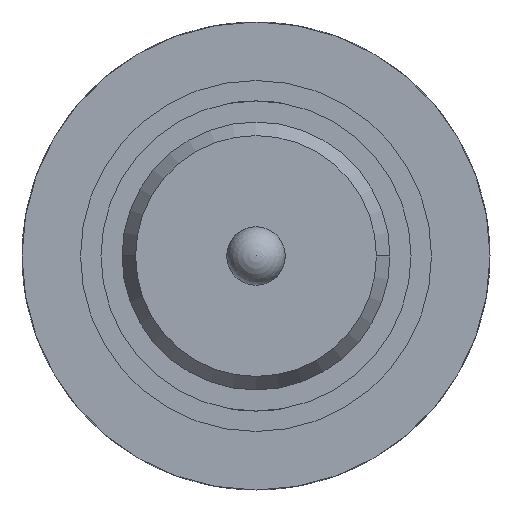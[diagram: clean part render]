
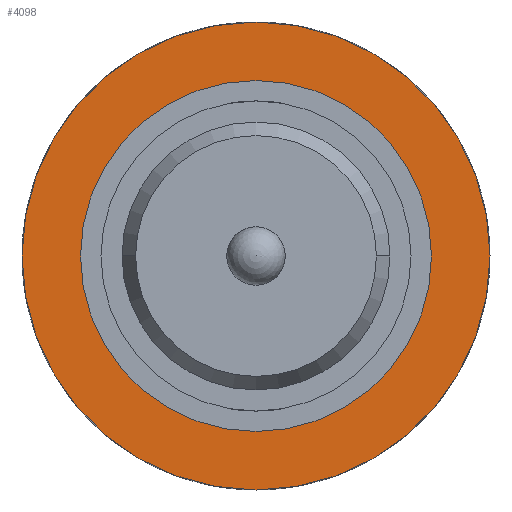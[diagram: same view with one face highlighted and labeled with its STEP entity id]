
A CAD part, front view. The second image highlights one B-rep face of the part: STEP entity #4098.
In plain terms, the highlighted planar face has unit normal (0, -1, 0).
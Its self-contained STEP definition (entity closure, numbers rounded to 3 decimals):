
#63 = DIRECTION ( 'NONE',  ( 0., 0., -1. ) ) ;
#75 = VERTEX_POINT ( 'NONE', #2436 ) ;
#134 = DIRECTION ( 'NONE',  ( 0., 1., 0. ) ) ;
#176 = VERTEX_POINT ( 'NONE', #4222 ) ;
#252 = FACE_BOUND ( 'NONE', #2237, .T. ) ;
#698 = EDGE_LOOP ( 'NONE', ( #1698, #4711 ) ) ;
#1000 = CARTESIAN_POINT ( 'NONE',  ( 0., 5.2, 0. ) ) ;
#1019 = DIRECTION ( 'NONE',  ( 0., 0., -1. ) ) ;
#1186 = PLANE ( 'NONE',  #2493 ) ;
#1262 = EDGE_CURVE ( 'Defeature ausgef�hrt1_60+Defeature ausgef�hrt1_59+Defeature ausgef�hrt1_59+Defeature ausgef�hrt1_59', #1604, #176, #3270, .T. ) ;
#1504 = CIRCLE ( 'NONE', #6326, 0.9 ) ;
#1553 = DIRECTION ( 'NONE',  ( 0., 1., 0. ) ) ;
#1604 = VERTEX_POINT ( 'NONE', #5804 ) ;
#1698 = ORIENTED_EDGE ( 'NONE', *, *, #5304, .F. ) ;
#1930 = CIRCLE ( 'NONE', #6147, 2. ) ;
#2108 = DIRECTION ( 'NONE',  ( 0., 0., -1. ) ) ;
#2123 = FACE_OUTER_BOUND ( 'NONE', #698, .T. ) ;
#2237 = EDGE_LOOP ( 'NONE', ( #3993, #7002 ) ) ;
#2436 = CARTESIAN_POINT ( 'NONE',  ( 0., 5.2, -2. ) ) ;
#2493 = AXIS2_PLACEMENT_3D ( 'NONE', #4076, #134, #3439 ) ;
#2816 = DIRECTION ( 'NONE',  ( 0., 0., -1. ) ) ;
#2883 = CARTESIAN_POINT ( 'NONE',  ( 0., 5.2, 0. ) ) ;
#3255 = DIRECTION ( 'NONE',  ( 0., 1., 0. ) ) ;
#3270 = CIRCLE ( 'NONE', #6550, 0.9 ) ;
#3439 = DIRECTION ( 'NONE',  ( 0., 0., -1. ) ) ;
#3532 = EDGE_CURVE ( 'Defeature ausgef�hrt1_60+Defeature ausgef�hrt1_59+Defeature ausgef�hrt1_59+Defeature ausgef�hrt1_59', #176, #1604, #1504, .T. ) ;
#3645 = CARTESIAN_POINT ( 'NONE',  ( 0., 5.2, 2. ) ) ;
#3961 = CIRCLE ( 'NONE', #4819, 2. ) ;
#3993 = ORIENTED_EDGE ( 'NONE', *, *, #1262, .T. ) ;
#4076 = CARTESIAN_POINT ( 'NONE',  ( -2., 5.2, 0. ) ) ;
#4098 = ADVANCED_FACE ( 'Defeature ausgef�hrt1_60', ( #2123, #252 ), #1186, .F. ) ;
#4222 = CARTESIAN_POINT ( 'NONE',  ( 0., 5.2, 0.9 ) ) ;
#4711 = ORIENTED_EDGE ( 'NONE', *, *, #5444, .F. ) ;
#4819 = AXIS2_PLACEMENT_3D ( 'NONE', #2883, #5818, #63 ) ;
#5304 = EDGE_CURVE ( 'Defeature ausgef�hrt1_61+Defeature ausgef�hrt1_60+Defeature ausgef�hrt1_60+Defeature ausgef�hrt1_60', #75, #7005, #1930, .T. ) ;
#5444 = EDGE_CURVE ( 'Defeature ausgef�hrt1_61+Defeature ausgef�hrt1_60+Defeature ausgef�hrt1_60+Defeature ausgef�hrt1_60', #7005, #75, #3961, .T. ) ;
#5518 = CARTESIAN_POINT ( 'NONE',  ( 0., 5.2, 0. ) ) ;
#5565 = CARTESIAN_POINT ( 'NONE',  ( 0., 5.2, 0. ) ) ;
#5622 = DIRECTION ( 'NONE',  ( 0., 1., 0. ) ) ;
#5804 = CARTESIAN_POINT ( 'NONE',  ( 0., 5.2, -0.9 ) ) ;
#5818 = DIRECTION ( 'NONE',  ( 0., 1., 0. ) ) ;
#6147 = AXIS2_PLACEMENT_3D ( 'NONE', #1000, #1553, #1019 ) ;
#6326 = AXIS2_PLACEMENT_3D ( 'NONE', #5518, #3255, #2108 ) ;
#6550 = AXIS2_PLACEMENT_3D ( 'NONE', #5565, #5622, #2816 ) ;
#7002 = ORIENTED_EDGE ( 'NONE', *, *, #3532, .T. ) ;
#7005 = VERTEX_POINT ( 'NONE', #3645 ) ;
